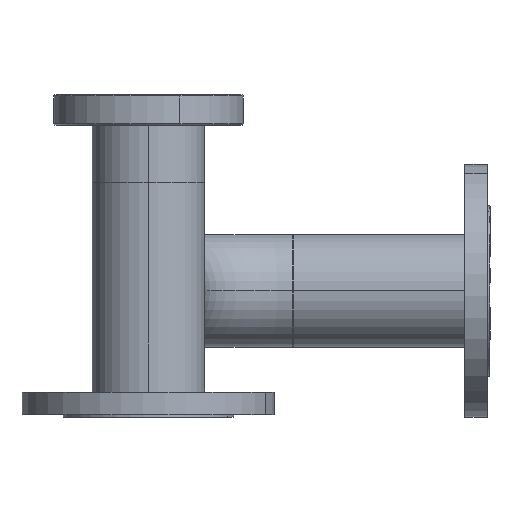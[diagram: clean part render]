
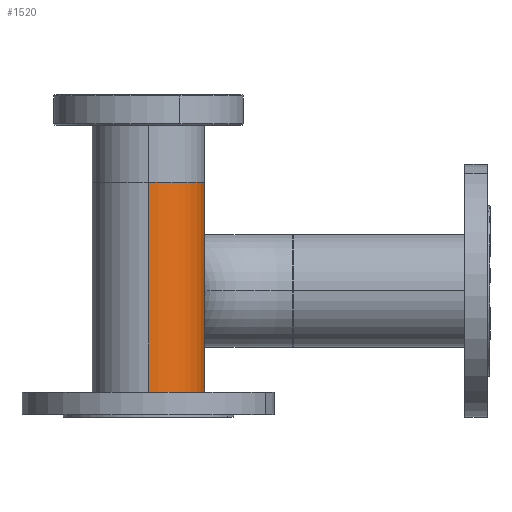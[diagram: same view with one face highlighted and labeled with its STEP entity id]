
A CAD part, left-side view. The second image highlights one B-rep face of the part: STEP entity #1520.
In plain terms, the highlighted cylindrical face has radius 44.45 mm (diameter 88.9 mm), a partial arc.
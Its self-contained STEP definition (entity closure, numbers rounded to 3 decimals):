
#62 = DIRECTION ( 'NONE',  ( 0., 1., 0. ) ) ;
#141 = EDGE_CURVE ( 'NONE', #2147, #1577, #1481, .T. ) ;
#156 = AXIS2_PLACEMENT_3D ( 'NONE', #2645, #2154, #2626 ) ;
#162 = AXIS2_PLACEMENT_3D ( 'NONE', #2997, #1457, #2515 ) ;
#250 = ORIENTED_EDGE ( 'NONE', *, *, #668, .F. ) ;
#299 = DIRECTION ( 'NONE',  ( 0., 0., -1. ) ) ;
#302 = DIRECTION ( 'NONE',  ( 0., 0., -1. ) ) ;
#316 = DIRECTION ( 'NONE',  ( 0., 0., -1. ) ) ;
#331 = CARTESIAN_POINT ( 'NONE',  ( 0., 0., 85.7 ) ) ;
#448 = CARTESIAN_POINT ( 'NONE',  ( 0., 44.45, 85.7 ) ) ;
#493 = ORIENTED_EDGE ( 'NONE', *, *, #1322, .F. ) ;
#553 = CARTESIAN_POINT ( 'NONE',  ( 0., 0., -71.95 ) ) ;
#554 = VERTEX_POINT ( 'NONE', #949 ) ;
#648 = EDGE_CURVE ( 'NONE', #775, #1577, #734, .T. ) ;
#657 = CIRCLE ( 'NONE', #1107, 44.45 ) ;
#664 = EDGE_LOOP ( 'NONE', ( #1566, #3010, #493, #2999, #741, #250, #2319, #2330 ) ) ;
#665 = LINE ( 'NONE', #2776, #824 ) ;
#668 = EDGE_CURVE ( 'NONE', #2147, #2834, #665, .T. ) ;
#734 = LINE ( 'NONE', #2308, #1485 ) ;
#741 = ORIENTED_EDGE ( 'NONE', *, *, #1587, .T. ) ;
#753 = LINE ( 'NONE', #448, #1813 ) ;
#775 = VERTEX_POINT ( 'NONE', #1857 ) ;
#824 = VECTOR ( 'NONE', #1212, 1000. ) ;
#853 = CARTESIAN_POINT ( 'NONE',  ( 0., 44.45, -71.95 ) ) ;
#949 = CARTESIAN_POINT ( 'NONE',  ( 0., -44.45, -85.7 ) ) ;
#958 = VERTEX_POINT ( 'NONE', #1773 ) ;
#1069 = EDGE_CURVE ( 'NONE', #958, #775, #3200, .T. ) ;
#1107 = AXIS2_PLACEMENT_3D ( 'NONE', #553, #299, #1610 ) ;
#1110 = CYLINDRICAL_SURFACE ( 'NONE', #1663, 44.45 ) ;
#1194 = VECTOR ( 'NONE', #302, 1000. ) ;
#1198 = VERTEX_POINT ( 'NONE', #853 ) ;
#1212 = DIRECTION ( 'NONE',  ( 0., 0., -1. ) ) ;
#1322 = EDGE_CURVE ( 'NONE', #1761, #554, #1658, .T. ) ;
#1350 = CARTESIAN_POINT ( 'NONE',  ( 0., -44.45, 85.7 ) ) ;
#1356 = CARTESIAN_POINT ( 'NONE',  ( 0., 0., 85.7 ) ) ;
#1457 = DIRECTION ( 'NONE',  ( 0., 0., -1. ) ) ;
#1481 = CIRCLE ( 'NONE', #156, 44.45 ) ;
#1485 = VECTOR ( 'NONE', #2029, 1000. ) ;
#1491 = AXIS2_PLACEMENT_3D ( 'NONE', #1356, #3206, #2725 ) ;
#1520 = ADVANCED_FACE ( 'NONE', ( #2439 ), #1110, .T. ) ;
#1566 = ORIENTED_EDGE ( 'NONE', *, *, #1069, .F. ) ;
#1577 = VERTEX_POINT ( 'NONE', #1865 ) ;
#1587 = EDGE_CURVE ( 'NONE', #1198, #2834, #657, .T. ) ;
#1610 = DIRECTION ( 'NONE',  ( 1., 0., 0. ) ) ;
#1658 = CIRCLE ( 'NONE', #162, 44.45 ) ;
#1663 = AXIS2_PLACEMENT_3D ( 'NONE', #331, #316, #62 ) ;
#1761 = VERTEX_POINT ( 'NONE', #3390 ) ;
#1773 = CARTESIAN_POINT ( 'NONE',  ( 0., -44.45, 85.7 ) ) ;
#1813 = VECTOR ( 'NONE', #2614, 1000. ) ;
#1857 = CARTESIAN_POINT ( 'NONE',  ( 0., 44.45, 85.7 ) ) ;
#1865 = CARTESIAN_POINT ( 'NONE',  ( 0., 44.45, 71.95 ) ) ;
#2029 = DIRECTION ( 'NONE',  ( 0., 0., -1. ) ) ;
#2147 = VERTEX_POINT ( 'NONE', #3219 ) ;
#2154 = DIRECTION ( 'NONE',  ( 0., 0., 1. ) ) ;
#2308 = CARTESIAN_POINT ( 'NONE',  ( 0., 44.45, 85.7 ) ) ;
#2319 = ORIENTED_EDGE ( 'NONE', *, *, #141, .T. ) ;
#2330 = ORIENTED_EDGE ( 'NONE', *, *, #648, .F. ) ;
#2439 = FACE_OUTER_BOUND ( 'NONE', #664, .T. ) ;
#2451 = EDGE_CURVE ( 'NONE', #958, #554, #2869, .T. ) ;
#2515 = DIRECTION ( 'NONE',  ( 1., 0., 0. ) ) ;
#2614 = DIRECTION ( 'NONE',  ( 0., 0., -1. ) ) ;
#2626 = DIRECTION ( 'NONE',  ( 1., 0., 0. ) ) ;
#2645 = CARTESIAN_POINT ( 'NONE',  ( 0., 0., 71.95 ) ) ;
#2725 = DIRECTION ( 'NONE',  ( 1., 0., 0. ) ) ;
#2776 = CARTESIAN_POINT ( 'NONE',  ( 44.45, 0., 71.95 ) ) ;
#2834 = VERTEX_POINT ( 'NONE', #2860 ) ;
#2860 = CARTESIAN_POINT ( 'NONE',  ( 44.45, 0., -71.95 ) ) ;
#2869 = LINE ( 'NONE', #1350, #1194 ) ;
#2997 = CARTESIAN_POINT ( 'NONE',  ( 0., 0., -85.7 ) ) ;
#2999 = ORIENTED_EDGE ( 'NONE', *, *, #3110, .F. ) ;
#3010 = ORIENTED_EDGE ( 'NONE', *, *, #2451, .T. ) ;
#3110 = EDGE_CURVE ( 'NONE', #1198, #1761, #753, .T. ) ;
#3200 = CIRCLE ( 'NONE', #1491, 44.45 ) ;
#3206 = DIRECTION ( 'NONE',  ( 0., 0., 1. ) ) ;
#3219 = CARTESIAN_POINT ( 'NONE',  ( 44.45, 0., 71.95 ) ) ;
#3390 = CARTESIAN_POINT ( 'NONE',  ( 0., 44.45, -85.7 ) ) ;
